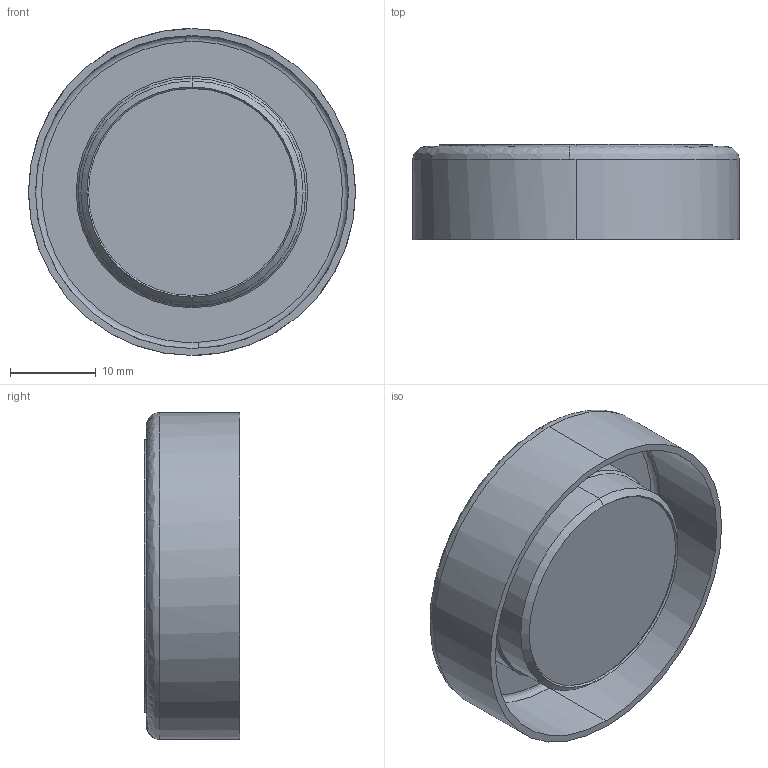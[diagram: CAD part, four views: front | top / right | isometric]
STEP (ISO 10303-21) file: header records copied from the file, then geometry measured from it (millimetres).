
FILE_DESCRIPTION (( 'STEP AP203' ), '1' );
FILE_NAME ('A8006-2-W.STEP', '2012-11-14T18:18:00', ( '' ), ( '' ), 'SwSTEP 2.0', 'SolidWorks 2012', '' );
FILE_SCHEMA (( 'CONFIG_CONTROL_DESIGN' ));
Length unit declared in the file: inch
Products named in the file (1): A8006-2-W
Bounding box: 38.1 x 11.13 x 38.1 mm (x, y, z)
Volume: 2665.3 mm3; surface area: 6285.6 mm2
Topology: 1 solids, 1 shells, 43 faces, 90 edges, 54 vertices
Faces by surface type: cylinder 16, cone 12, bspline 8, plane 7
Entity records: 1717 total; most frequent: CARTESIAN_POINT 724, DIRECTION 208, ORIENTED_EDGE 180, AXIS2_PLACEMENT_3D 90, EDGE_CURVE 90, VERTEX_POINT 54, CIRCLE 54, EDGE_LOOP 48
